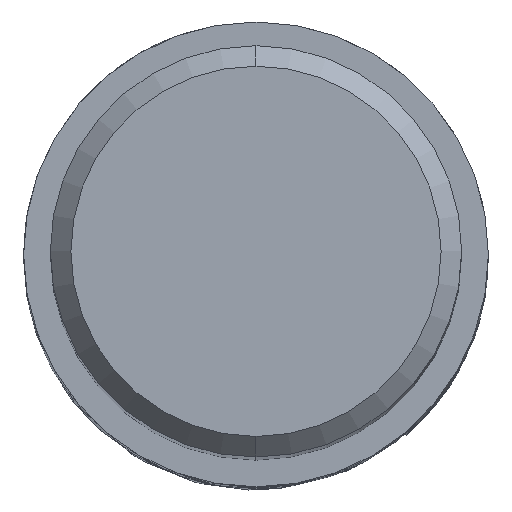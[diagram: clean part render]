
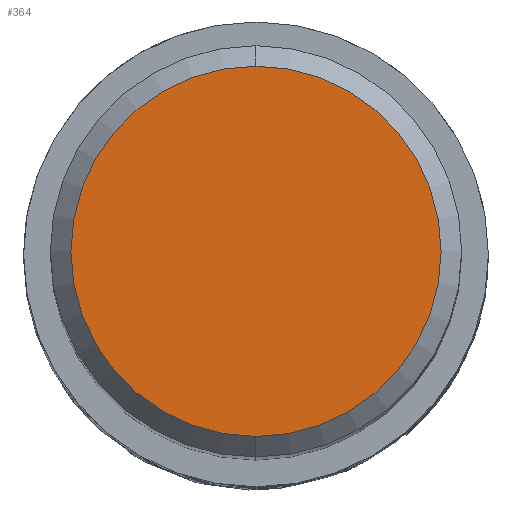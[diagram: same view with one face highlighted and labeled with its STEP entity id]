
A CAD part, top view. The second image highlights one B-rep face of the part: STEP entity #364.
In plain terms, the highlighted planar face has unit normal (0, 0, 1).
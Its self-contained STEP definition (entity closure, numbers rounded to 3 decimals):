
#306=VERTEX_POINT('',#840);
#364=ADVANCED_FACE('',(#903),#904,.T.);
#448=EDGE_CURVE('',#528,#306,#993,.T.);
#528=VERTEX_POINT('',#1083);
#748=EDGE_CURVE('',#306,#528,#1324,.T.);
#840=CARTESIAN_POINT('',(0.0,4.5,0.0));
#903=FACE_OUTER_BOUND('',#1682,.T.);
#904=PLANE('',#1683);
#993=CIRCLE('',#1996,4.5);
#1083=CARTESIAN_POINT('',(0.,-4.5,0.0));
#1324=CIRCLE('',#4331,4.5);
#1682=EDGE_LOOP('',(#5059,#5060));
#1683=AXIS2_PLACEMENT_3D('',#5061,#5062,#5063);
#1996=AXIS2_PLACEMENT_3D('',#5133,#5134,#5135);
#4331=AXIS2_PLACEMENT_3D('',#5507,#5508,#5509);
#5059=ORIENTED_EDGE('',*,*,#748,.F.);
#5060=ORIENTED_EDGE('',*,*,#448,.F.);
#5061=CARTESIAN_POINT('',(0.0,2.25,0.0));
#5062=DIRECTION('',(-0.0,0.0,1.0));
#5063=DIRECTION('',(0.0,-1.0,0.0));
#5133=CARTESIAN_POINT('',(0.0,0.0,0.0));
#5134=DIRECTION('',(0.0,0.0,-1.0));
#5135=DIRECTION('',(0.0,1.0,0.0));
#5507=CARTESIAN_POINT('',(0.0,0.0,0.0));
#5508=DIRECTION('',(0.0,0.0,-1.0));
#5509=DIRECTION('',(0.0,1.0,0.0));
